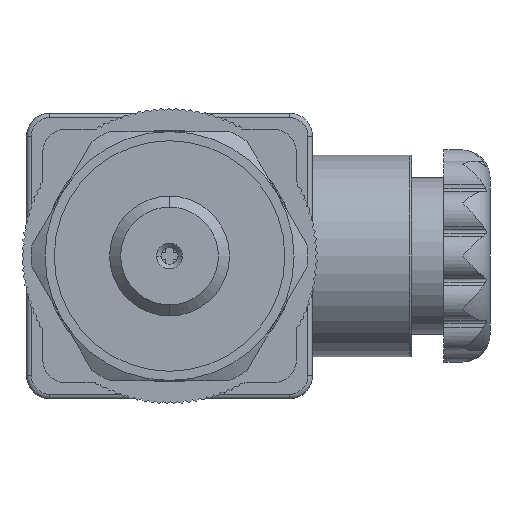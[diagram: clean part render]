
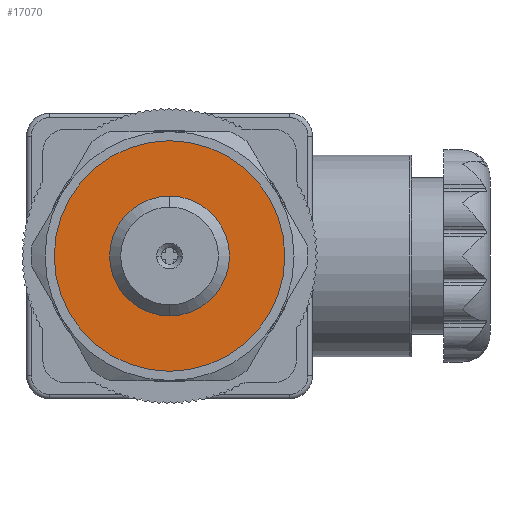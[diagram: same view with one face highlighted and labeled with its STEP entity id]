
A CAD part, front view. The second image highlights one B-rep face of the part: STEP entity #17070.
In plain terms, the highlighted planar face has unit normal (0, -1, 0).
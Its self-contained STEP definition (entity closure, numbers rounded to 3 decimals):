
#1108 = EDGE_CURVE ( 'NONE', #14312, #67233, #60389, .T. ) ;
#3321 = CIRCLE ( 'NONE', #24116, 12.5 ) ;
#6614 = EDGE_LOOP ( 'NONE', ( #17058, #28646 ) ) ;
#8196 = DIRECTION ( 'NONE',  ( 0., 1., 0. ) ) ;
#12083 = CIRCLE ( 'NONE', #50387, 6.5 ) ;
#13128 = CARTESIAN_POINT ( 'NONE',  ( 0., 0., 12.5 ) ) ;
#14312 = VERTEX_POINT ( 'NONE', #13128 ) ;
#14768 = PLANE ( 'NONE',  #46985 ) ;
#17058 = ORIENTED_EDGE ( 'NONE', *, *, #64223, .T. ) ;
#17070 = ADVANCED_FACE ( 'NONE', ( #56978, #45980 ), #14768, .F. ) ;
#21518 = VERTEX_POINT ( 'NONE', #47058 ) ;
#24116 = AXIS2_PLACEMENT_3D ( 'NONE', #38465, #64231, #54288 ) ;
#24306 = DIRECTION ( 'NONE',  ( 0., 0., 1. ) ) ;
#28646 = ORIENTED_EDGE ( 'NONE', *, *, #40987, .T. ) ;
#28722 = VERTEX_POINT ( 'NONE', #52280 ) ;
#33387 = DIRECTION ( 'NONE',  ( 0., 1., 0. ) ) ;
#35321 = CARTESIAN_POINT ( 'NONE',  ( 0., 0., 0. ) ) ;
#35425 = ORIENTED_EDGE ( 'NONE', *, *, #65791, .F. ) ;
#35990 = DIRECTION ( 'NONE',  ( 0., 0., 1. ) ) ;
#38187 = DIRECTION ( 'NONE',  ( 0., 0., 1. ) ) ;
#38465 = CARTESIAN_POINT ( 'NONE',  ( 0., 0., 0. ) ) ;
#40987 = EDGE_CURVE ( 'NONE', #28722, #21518, #65280, .T. ) ;
#42666 = CARTESIAN_POINT ( 'NONE',  ( 0., 0., 0. ) ) ;
#44280 = CARTESIAN_POINT ( 'NONE',  ( 0., 0., 0. ) ) ;
#45980 = FACE_BOUND ( 'NONE', #6614, .T. ) ;
#46860 = CARTESIAN_POINT ( 'NONE',  ( 0., 0., 0. ) ) ;
#46985 = AXIS2_PLACEMENT_3D ( 'NONE', #35321, #67271, #35990 ) ;
#47058 = CARTESIAN_POINT ( 'NONE',  ( 0., 0., 6.5 ) ) ;
#50387 = AXIS2_PLACEMENT_3D ( 'NONE', #44280, #59776, #54623 ) ;
#51613 = CARTESIAN_POINT ( 'NONE',  ( 0., 0., -12.5 ) ) ;
#52280 = CARTESIAN_POINT ( 'NONE',  ( 0., 0., -6.5 ) ) ;
#53803 = AXIS2_PLACEMENT_3D ( 'NONE', #46860, #8196, #24306 ) ;
#54288 = DIRECTION ( 'NONE',  ( 0., 0., 1. ) ) ;
#54623 = DIRECTION ( 'NONE',  ( 0., 0., 1. ) ) ;
#55438 = AXIS2_PLACEMENT_3D ( 'NONE', #42666, #33387, #38187 ) ;
#56978 = FACE_OUTER_BOUND ( 'NONE', #60247, .T. ) ;
#59776 = DIRECTION ( 'NONE',  ( 0., 1., 0. ) ) ;
#60247 = EDGE_LOOP ( 'NONE', ( #66455, #35425 ) ) ;
#60389 = CIRCLE ( 'NONE', #53803, 12.5 ) ;
#64223 = EDGE_CURVE ( 'NONE', #21518, #28722, #12083, .T. ) ;
#64231 = DIRECTION ( 'NONE',  ( 0., 1., 0. ) ) ;
#65280 = CIRCLE ( 'NONE', #55438, 6.5 ) ;
#65791 = EDGE_CURVE ( 'NONE', #67233, #14312, #3321, .T. ) ;
#66455 = ORIENTED_EDGE ( 'NONE', *, *, #1108, .F. ) ;
#67233 = VERTEX_POINT ( 'NONE', #51613 ) ;
#67271 = DIRECTION ( 'NONE',  ( 0., 1., 0. ) ) ;
